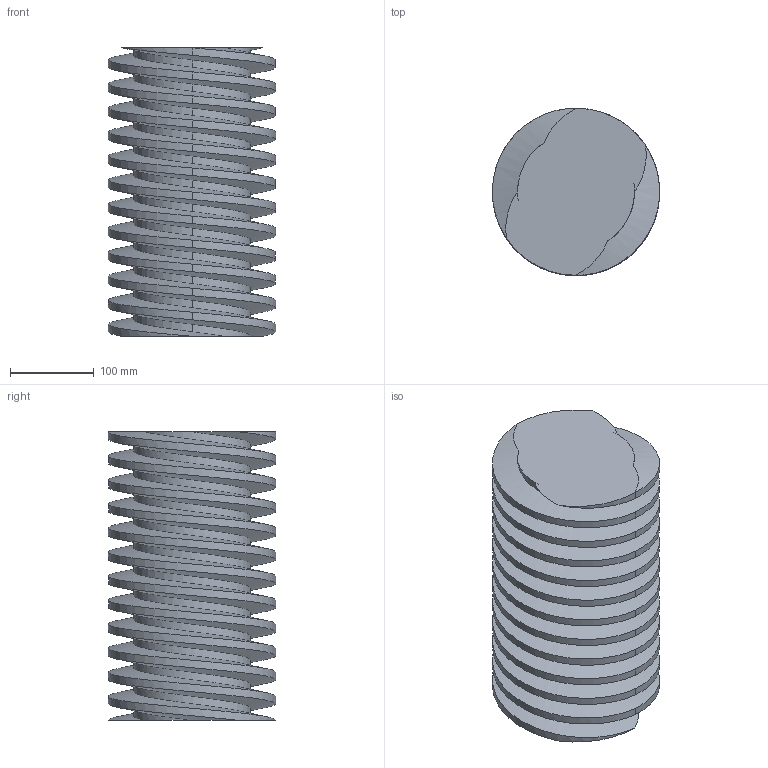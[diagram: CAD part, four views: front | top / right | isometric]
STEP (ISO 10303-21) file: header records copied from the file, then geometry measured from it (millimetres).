
FILE_DESCRIPTION(('Open CASCADE Model'),'2;1');
FILE_NAME('Open CASCADE Shape Model','2025-07-10T15:56:49',('Author'),( 'Open CASCADE'),'Open CASCADE STEP processor 7.7','Open CASCADE 7.7' ,'Unknown');
FILE_SCHEMA(('AUTOMOTIVE_DESIGN { 1 0 10303 214 1 1 1 1 }'));
Length unit declared in the file: millimetre
Products named in the file (1): Open CASCADE STEP translator 7.7 2
Bounding box: 199.6 x 199.6 x 344.4 mm (x, y, z)
Volume: 7955409.8 mm3; surface area: 553179.5 mm2
Topology: 1 solids, 1 shells, 34 faces, 96 edges, 64 vertices
Faces by surface type: cylinder 28, bspline 4, plane 2
Full cylindrical faces by diameter (mm): 139.72 x10, 199.6 x10
Entity records: 16920 total; most frequent: CARTESIAN_POINT 15357, ORIENTED_EDGE 192, B_SPLINE_CURVE_WITH_KNOTS 192, PCURVE 192, DEFINITIONAL_REPRESENTATION 192, DIRECTION 166, EDGE_CURVE 96, SURFACE_CURVE 96
